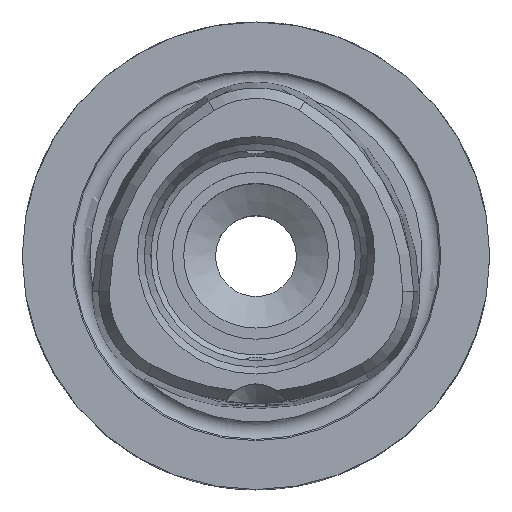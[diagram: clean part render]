
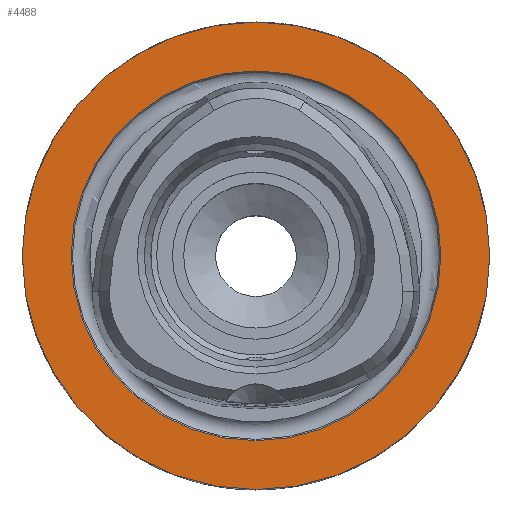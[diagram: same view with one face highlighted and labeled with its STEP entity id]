
A CAD part, top view. The second image highlights one B-rep face of the part: STEP entity #4488.
In plain terms, the highlighted planar face has unit normal (0, 0, 1).
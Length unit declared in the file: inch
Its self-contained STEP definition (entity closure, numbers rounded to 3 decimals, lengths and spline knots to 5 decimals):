
#91=FACE_BOUND('',#759,.T.);
#157=PLANE('',#4915);
#492=FACE_OUTER_BOUND('',#758,.T.);
#758=EDGE_LOOP('',(#3922));
#759=EDGE_LOOP('',(#3923));
#919=CIRCLE('',#4825,0.7874);
#955=CIRCLE('',#4911,0.62261);
#1946=VERTEX_POINT('',#14189);
#2006=VERTEX_POINT('',#14541);
#2549=EDGE_CURVE('',#1946,#1946,#919,.T.);
#2645=EDGE_CURVE('',#2006,#2006,#955,.T.);
#3922=ORIENTED_EDGE('',*,*,#2549,.T.);
#3923=ORIENTED_EDGE('',*,*,#2645,.T.);
#4488=ADVANCED_FACE('',(#492,#91),#157,.T.);
#4825=AXIS2_PLACEMENT_3D('',#14191,#5745,#5746);
#4911=AXIS2_PLACEMENT_3D('',#14543,#5955,#5956);
#4915=AXIS2_PLACEMENT_3D('',#14547,#5963,#5964);
#5745=DIRECTION('center_axis',(0.,0.,1.));
#5746=DIRECTION('ref_axis',(1.,0.,0.));
#5955=DIRECTION('center_axis',(0.,0.,-1.));
#5956=DIRECTION('ref_axis',(0.,1.,0.));
#5963=DIRECTION('center_axis',(0.,0.,1.));
#5964=DIRECTION('ref_axis',(1.,0.,0.));
#14189=CARTESIAN_POINT('',(-1.1701,-0.08969,0.27661));
#14191=CARTESIAN_POINT('Origin',(-0.3827,-0.08969,0.27661));
#14541=CARTESIAN_POINT('',(-0.3827,-0.7123,0.27661));
#14543=CARTESIAN_POINT('Origin',(-0.3827,-0.08969,0.27661));
#14547=CARTESIAN_POINT('Origin',(-0.3827,-0.08969,0.27661));
